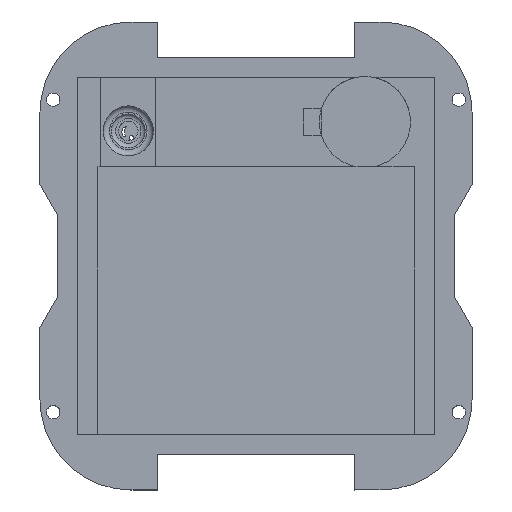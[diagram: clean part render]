
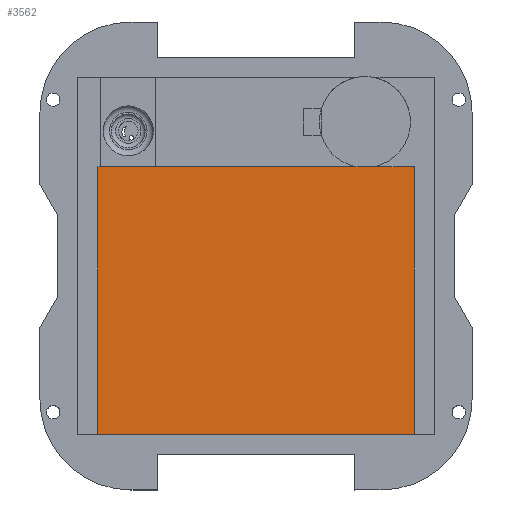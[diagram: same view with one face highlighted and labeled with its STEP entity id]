
A CAD part, top view. The second image highlights one B-rep face of the part: STEP entity #3562.
In plain terms, the highlighted planar face has unit normal (0, 0, 1).
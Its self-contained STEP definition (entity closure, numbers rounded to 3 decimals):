
#706 = PLANE('',#707);
#707 = AXIS2_PLACEMENT_3D('',#708,#709,#710);
#708 = CARTESIAN_POINT('',(2.3,30.,-3.));
#709 = DIRECTION('',(0.,-1.,0.));
#710 = DIRECTION('',(1.,0.,0.));
#1104 = PLANE('',#1105);
#1105 = AXIS2_PLACEMENT_3D('',#1106,#1107,#1108);
#1106 = CARTESIAN_POINT('',(2.3,0.,-3.));
#1107 = DIRECTION('',(1.,0.,0.));
#1108 = DIRECTION('',(0.,1.,0.));
#1341 = VERTEX_POINT('',#1342);
#1342 = CARTESIAN_POINT('',(2.3,30.,-7.));
#1363 = EDGE_CURVE('',#1341,#1364,#1366,.T.);
#1364 = VERTEX_POINT('',#1365);
#1365 = CARTESIAN_POINT('',(37.7,30.,-7.));
#1366 = SURFACE_CURVE('',#1367,(#1371,#1378),.PCURVE_S1.);
#1367 = LINE('',#1368,#1369);
#1368 = CARTESIAN_POINT('',(2.3,30.,-7.));
#1369 = VECTOR('',#1370,1.);
#1370 = DIRECTION('',(1.,0.,0.));
#1371 = PCURVE('',#706,#1372);
#1372 = DEFINITIONAL_REPRESENTATION('',(#1373),#1377);
#1373 = LINE('',#1374,#1375);
#1374 = CARTESIAN_POINT('',(0.,-4.));
#1375 = VECTOR('',#1376,1.);
#1376 = DIRECTION('',(1.,0.));
#1377 = ( GEOMETRIC_REPRESENTATION_CONTEXT(2) 
PARAMETRIC_REPRESENTATION_CONTEXT() REPRESENTATION_CONTEXT('2D SPACE',''
  ) );
#1378 = PCURVE('',#1379,#1384);
#1379 = PLANE('',#1380);
#1380 = AXIS2_PLACEMENT_3D('',#1381,#1382,#1383);
#1381 = CARTESIAN_POINT('',(2.3,30.,-7.));
#1382 = DIRECTION('',(0.,0.,1.));
#1383 = DIRECTION('',(1.,0.,0.));
#1384 = DEFINITIONAL_REPRESENTATION('',(#1385),#1389);
#1385 = LINE('',#1386,#1387);
#1386 = CARTESIAN_POINT('',(0.,0.));
#1387 = VECTOR('',#1388,1.);
#1388 = DIRECTION('',(1.,0.));
#1389 = ( GEOMETRIC_REPRESENTATION_CONTEXT(2) 
PARAMETRIC_REPRESENTATION_CONTEXT() REPRESENTATION_CONTEXT('2D SPACE',''
  ) );
#1407 = PLANE('',#1408);
#1408 = AXIS2_PLACEMENT_3D('',#1409,#1410,#1411);
#1409 = CARTESIAN_POINT('',(37.7,30.,-3.));
#1410 = DIRECTION('',(-1.,0.,0.));
#1411 = DIRECTION('',(0.,-1.,0.));
#2165 = PLANE('',#2166);
#2166 = AXIS2_PLACEMENT_3D('',#2167,#2168,#2169);
#2167 = CARTESIAN_POINT('',(37.7,0.,-3.));
#2168 = DIRECTION('',(0.,1.,0.));
#2169 = DIRECTION('',(-1.,0.,0.));
#3078 = VERTEX_POINT('',#3079);
#3079 = CARTESIAN_POINT('',(2.3,0.,-7.));
#3100 = EDGE_CURVE('',#3078,#1341,#3101,.T.);
#3101 = SURFACE_CURVE('',#3102,(#3106,#3113),.PCURVE_S1.);
#3102 = LINE('',#3103,#3104);
#3103 = CARTESIAN_POINT('',(2.3,0.,-7.));
#3104 = VECTOR('',#3105,1.);
#3105 = DIRECTION('',(0.,1.,0.));
#3106 = PCURVE('',#1104,#3107);
#3107 = DEFINITIONAL_REPRESENTATION('',(#3108),#3112);
#3108 = LINE('',#3109,#3110);
#3109 = CARTESIAN_POINT('',(0.,-4.));
#3110 = VECTOR('',#3111,1.);
#3111 = DIRECTION('',(1.,0.));
#3112 = ( GEOMETRIC_REPRESENTATION_CONTEXT(2) 
PARAMETRIC_REPRESENTATION_CONTEXT() REPRESENTATION_CONTEXT('2D SPACE',''
  ) );
#3113 = PCURVE('',#1379,#3114);
#3114 = DEFINITIONAL_REPRESENTATION('',(#3115),#3119);
#3115 = LINE('',#3116,#3117);
#3116 = CARTESIAN_POINT('',(0.,-30.));
#3117 = VECTOR('',#3118,1.);
#3118 = DIRECTION('',(0.,1.));
#3119 = ( GEOMETRIC_REPRESENTATION_CONTEXT(2) 
PARAMETRIC_REPRESENTATION_CONTEXT() REPRESENTATION_CONTEXT('2D SPACE',''
  ) );
#3497 = EDGE_CURVE('',#1364,#3498,#3500,.T.);
#3498 = VERTEX_POINT('',#3499);
#3499 = CARTESIAN_POINT('',(37.7,0.,-7.));
#3500 = SURFACE_CURVE('',#3501,(#3505,#3512),.PCURVE_S1.);
#3501 = LINE('',#3502,#3503);
#3502 = CARTESIAN_POINT('',(37.7,30.,-7.));
#3503 = VECTOR('',#3504,1.);
#3504 = DIRECTION('',(0.,-1.,0.));
#3505 = PCURVE('',#1407,#3506);
#3506 = DEFINITIONAL_REPRESENTATION('',(#3507),#3511);
#3507 = LINE('',#3508,#3509);
#3508 = CARTESIAN_POINT('',(0.,-4.));
#3509 = VECTOR('',#3510,1.);
#3510 = DIRECTION('',(1.,0.));
#3511 = ( GEOMETRIC_REPRESENTATION_CONTEXT(2) 
PARAMETRIC_REPRESENTATION_CONTEXT() REPRESENTATION_CONTEXT('2D SPACE',''
  ) );
#3512 = PCURVE('',#1379,#3513);
#3513 = DEFINITIONAL_REPRESENTATION('',(#3514),#3518);
#3514 = LINE('',#3515,#3516);
#3515 = CARTESIAN_POINT('',(35.4,0.));
#3516 = VECTOR('',#3517,1.);
#3517 = DIRECTION('',(0.,-1.));
#3518 = ( GEOMETRIC_REPRESENTATION_CONTEXT(2) 
PARAMETRIC_REPRESENTATION_CONTEXT() REPRESENTATION_CONTEXT('2D SPACE',''
  ) );
#3562 = ADVANCED_FACE('',(#3563),#1379,.T.);
#3563 = FACE_BOUND('',#3564,.F.);
#3564 = EDGE_LOOP('',(#3565,#3566,#3567,#3588));
#3565 = ORIENTED_EDGE('',*,*,#1363,.T.);
#3566 = ORIENTED_EDGE('',*,*,#3497,.T.);
#3567 = ORIENTED_EDGE('',*,*,#3568,.T.);
#3568 = EDGE_CURVE('',#3498,#3078,#3569,.T.);
#3569 = SURFACE_CURVE('',#3570,(#3574,#3581),.PCURVE_S1.);
#3570 = LINE('',#3571,#3572);
#3571 = CARTESIAN_POINT('',(37.7,0.,-7.));
#3572 = VECTOR('',#3573,1.);
#3573 = DIRECTION('',(-1.,0.,0.));
#3574 = PCURVE('',#1379,#3575);
#3575 = DEFINITIONAL_REPRESENTATION('',(#3576),#3580);
#3576 = LINE('',#3577,#3578);
#3577 = CARTESIAN_POINT('',(35.4,-30.));
#3578 = VECTOR('',#3579,1.);
#3579 = DIRECTION('',(-1.,0.));
#3580 = ( GEOMETRIC_REPRESENTATION_CONTEXT(2) 
PARAMETRIC_REPRESENTATION_CONTEXT() REPRESENTATION_CONTEXT('2D SPACE',''
  ) );
#3581 = PCURVE('',#2165,#3582);
#3582 = DEFINITIONAL_REPRESENTATION('',(#3583),#3587);
#3583 = LINE('',#3584,#3585);
#3584 = CARTESIAN_POINT('',(0.,-4.));
#3585 = VECTOR('',#3586,1.);
#3586 = DIRECTION('',(1.,0.));
#3587 = ( GEOMETRIC_REPRESENTATION_CONTEXT(2) 
PARAMETRIC_REPRESENTATION_CONTEXT() REPRESENTATION_CONTEXT('2D SPACE',''
  ) );
#3588 = ORIENTED_EDGE('',*,*,#3100,.T.);
